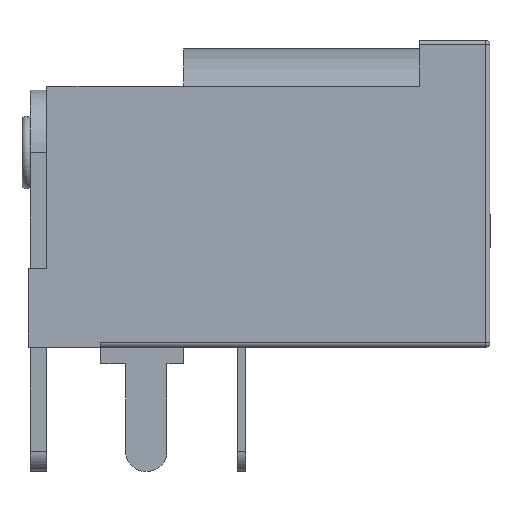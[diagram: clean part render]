
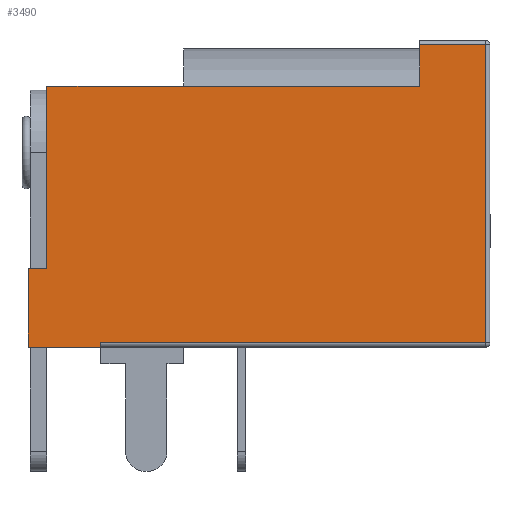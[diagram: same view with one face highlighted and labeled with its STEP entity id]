
A CAD part, left-side view. The second image highlights one B-rep face of the part: STEP entity #3490.
In plain terms, the highlighted planar face has unit normal (-1, 0, 0).
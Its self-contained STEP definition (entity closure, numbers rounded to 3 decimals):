
#348=ORIENTED_EDGE('',*,*,#1022,.F.);
#349=ORIENTED_EDGE('',*,*,#1023,.F.);
#350=ORIENTED_EDGE('',*,*,#1024,.F.);
#351=ORIENTED_EDGE('',*,*,#1025,.T.);
#352=ORIENTED_EDGE('',*,*,#1013,.F.);
#353=ORIENTED_EDGE('',*,*,#1026,.T.);
#354=ORIENTED_EDGE('',*,*,#993,.F.);
#355=ORIENTED_EDGE('',*,*,#986,.T.);
#356=ORIENTED_EDGE('',*,*,#971,.T.);
#357=ORIENTED_EDGE('',*,*,#1027,.F.);
#358=ORIENTED_EDGE('',*,*,#1028,.F.);
#971=EDGE_CURVE('',#1318,#1316,#1566,.T.);
#986=EDGE_CURVE('',#1326,#1318,#1574,.T.);
#993=EDGE_CURVE('',#1326,#1329,#1578,.T.);
#1013=EDGE_CURVE('',#1344,#1345,#1597,.T.);
#1022=EDGE_CURVE('',#1352,#1353,#1606,.T.);
#1023=EDGE_CURVE('',#1354,#1352,#1607,.T.);
#1024=EDGE_CURVE('',#1355,#1354,#1608,.T.);
#1025=EDGE_CURVE('',#1355,#1345,#1609,.T.);
#1026=EDGE_CURVE('',#1344,#1329,#1610,.T.);
#1027=EDGE_CURVE('',#1356,#1316,#1611,.T.);
#1028=EDGE_CURVE('',#1353,#1356,#1612,.T.);
#1316=VERTEX_POINT('',#4740);
#1318=VERTEX_POINT('',#4743);
#1326=VERTEX_POINT('',#4772);
#1329=VERTEX_POINT('',#4785);
#1344=VERTEX_POINT('',#4821);
#1345=VERTEX_POINT('',#4823);
#1352=VERTEX_POINT('',#4840);
#1353=VERTEX_POINT('',#4841);
#1354=VERTEX_POINT('',#4843);
#1355=VERTEX_POINT('',#4845);
#1356=VERTEX_POINT('',#4849);
#1566=LINE('',#4742,#1843);
#1574=LINE('',#4771,#1851);
#1578=LINE('',#4784,#1855);
#1597=LINE('',#4822,#1874);
#1606=LINE('',#4839,#1883);
#1607=LINE('',#4842,#1884);
#1608=LINE('',#4844,#1885);
#1609=LINE('',#4846,#1886);
#1610=LINE('',#4847,#1887);
#1611=LINE('',#4848,#1888);
#1612=LINE('',#4850,#1889);
#1843=VECTOR('',#3970,1000.);
#1851=VECTOR('',#4004,1000.);
#1855=VECTOR('',#4020,1000.);
#1874=VECTOR('',#4045,1000.);
#1883=VECTOR('',#4056,1000.);
#1884=VECTOR('',#4057,1000.);
#1885=VECTOR('',#4058,1000.);
#1886=VECTOR('',#4059,1000.);
#1887=VECTOR('',#4060,1000.);
#1888=VECTOR('',#4061,1000.);
#1889=VECTOR('',#4062,1000.);
#2083=EDGE_LOOP('',(#348,#349,#350,#351,#352,#353,#354,#355,#356,#357,#358));
#2243=FACE_BOUND('',#2083,.T.);
#2389=PLANE('',#3659);
#3490=ADVANCED_FACE('',(#2243),#2389,.T.);
#3659=AXIS2_PLACEMENT_3D('',#4838,#4054,#4055);
#3970=DIRECTION('',(0.,1.,0.));
#4004=DIRECTION('',(0.,0.,1.));
#4020=DIRECTION('',(0.,1.,0.));
#4045=DIRECTION('',(0.,1.,0.));
#4054=DIRECTION('',(-1.,0.,0.));
#4055=DIRECTION('',(0.,0.,1.));
#4056=DIRECTION('',(0.,-1.,0.));
#4057=DIRECTION('',(0.,0.,1.));
#4058=DIRECTION('',(0.,-1.,0.));
#4059=DIRECTION('',(0.,0.,-1.));
#4060=DIRECTION('',(0.,0.,1.));
#4061=DIRECTION('',(0.,0.,1.));
#4062=DIRECTION('',(0.,-1.,0.));
#4740=CARTESIAN_POINT('',(-2.5,0.,3.6));
#4742=CARTESIAN_POINT('',(-2.5,-1.7,3.6));
#4743=CARTESIAN_POINT('',(-2.5,-1.6,3.6));
#4771=CARTESIAN_POINT('',(-2.5,-1.6,3.7));
#4772=CARTESIAN_POINT('',(-2.5,-1.6,-3.6));
#4784=CARTESIAN_POINT('',(-2.5,-1.7,-3.6));
#4785=CARTESIAN_POINT('',(-2.5,7.7,-3.6));
#4821=CARTESIAN_POINT('',(-2.5,7.7,-3.7));
#4822=CARTESIAN_POINT('',(-2.5,7.7,-3.7));
#4823=CARTESIAN_POINT('',(-2.5,9.45,-3.7));
#4838=CARTESIAN_POINT('',(-2.5,-1.7,-3.7));
#4839=CARTESIAN_POINT('',(-2.5,7.7,2.6));
#4840=CARTESIAN_POINT('',(-2.5,9.,2.6));
#4841=CARTESIAN_POINT('',(-2.5,5.7,2.6));
#4842=CARTESIAN_POINT('',(-2.5,9.,-3.7));
#4843=CARTESIAN_POINT('',(-2.5,9.,-1.8));
#4844=CARTESIAN_POINT('',(-2.5,9.45,-1.8));
#4845=CARTESIAN_POINT('',(-2.5,9.45,-1.8));
#4846=CARTESIAN_POINT('',(-2.5,9.45,-1.8));
#4847=CARTESIAN_POINT('',(-2.5,7.7,-3.7));
#4848=CARTESIAN_POINT('',(-2.5,0.,-3.7));
#4849=CARTESIAN_POINT('',(-2.5,0.,2.6));
#4850=CARTESIAN_POINT('',(-2.5,7.7,2.6));
